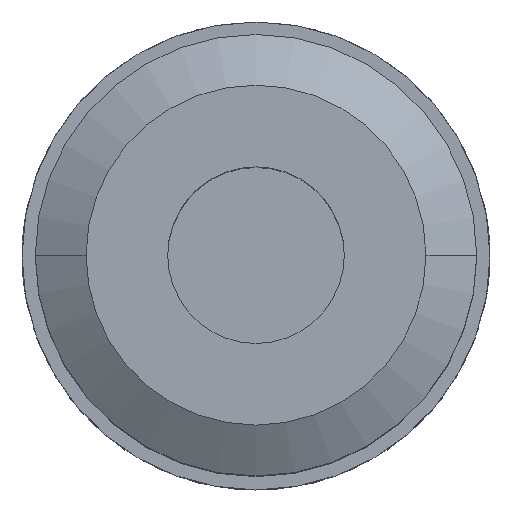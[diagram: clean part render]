
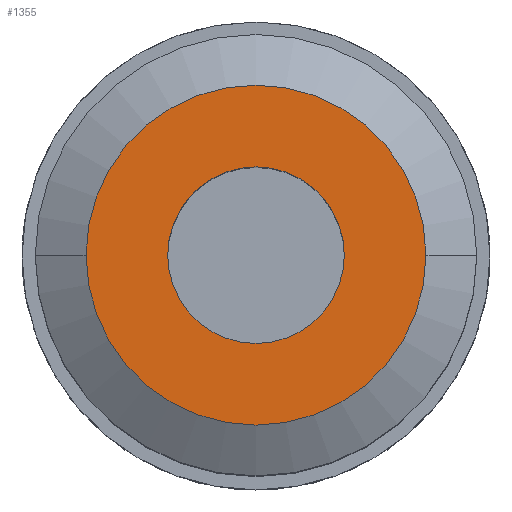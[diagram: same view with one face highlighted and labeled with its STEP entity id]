
A CAD part, top view. The second image highlights one B-rep face of the part: STEP entity #1355.
In plain terms, the highlighted planar face has unit normal (0, 0, 1).
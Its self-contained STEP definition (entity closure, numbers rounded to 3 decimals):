
#65 = CARTESIAN_POINT ( 'NONE',  ( 10., 0., 76. ) ) ;
#84 = AXIS2_PLACEMENT_3D ( 'NONE', #1766, #1345, #332 ) ;
#92 = PLANE ( 'NONE',  #1635 ) ;
#95 = AXIS2_PLACEMENT_3D ( 'NONE', #965, #1827, #544 ) ;
#277 = ORIENTED_EDGE ( 'NONE', *, *, #1128, .F. ) ;
#332 = DIRECTION ( 'NONE',  ( -1., 0., 0. ) ) ;
#436 = EDGE_LOOP ( 'NONE', ( #1457, #1537 ) ) ;
#544 = DIRECTION ( 'NONE',  ( -1., 0., 0. ) ) ;
#550 = FACE_OUTER_BOUND ( 'NONE', #565, .T. ) ;
#565 = EDGE_LOOP ( 'NONE', ( #1637, #277 ) ) ;
#646 = VERTEX_POINT ( 'NONE', #826 ) ;
#715 = AXIS2_PLACEMENT_3D ( 'NONE', #1749, #753, #759 ) ;
#753 = DIRECTION ( 'NONE',  ( 0., 0., -1. ) ) ;
#754 = EDGE_CURVE ( 'NONE', #1043, #646, #1841, .T. ) ;
#759 = DIRECTION ( 'NONE',  ( -1., 0., 0. ) ) ;
#803 = CIRCLE ( 'NONE', #715, 19.25 ) ;
#826 = CARTESIAN_POINT ( 'NONE',  ( 19.25, 0., 76. ) ) ;
#842 = CARTESIAN_POINT ( 'NONE',  ( 0., 0., 76. ) ) ;
#875 = FACE_BOUND ( 'NONE', #436, .T. ) ;
#916 = CARTESIAN_POINT ( 'NONE',  ( -10., 0., 76. ) ) ;
#935 = DIRECTION ( 'NONE',  ( 0., 0., 1. ) ) ;
#965 = CARTESIAN_POINT ( 'NONE',  ( 0., 0., 76. ) ) ;
#973 = DIRECTION ( 'NONE',  ( -1., 0., 0. ) ) ;
#1043 = VERTEX_POINT ( 'NONE', #1179 ) ;
#1080 = CARTESIAN_POINT ( 'NONE',  ( 0., 19.25, 76. ) ) ;
#1109 = AXIS2_PLACEMENT_3D ( 'NONE', #842, #1828, #973 ) ;
#1128 = EDGE_CURVE ( 'NONE', #646, #1043, #803, .T. ) ;
#1179 = CARTESIAN_POINT ( 'NONE',  ( -19.25, 0., 76. ) ) ;
#1197 = VERTEX_POINT ( 'NONE', #65 ) ;
#1207 = VERTEX_POINT ( 'NONE', #916 ) ;
#1345 = DIRECTION ( 'NONE',  ( 0., 0., -1. ) ) ;
#1355 = ADVANCED_FACE ( 'NONE', ( #875, #550 ), #92, .T. ) ;
#1457 = ORIENTED_EDGE ( 'NONE', *, *, #1487, .T. ) ;
#1487 = EDGE_CURVE ( 'NONE', #1207, #1197, #1836, .T. ) ;
#1499 = CIRCLE ( 'NONE', #95, 10. ) ;
#1537 = ORIENTED_EDGE ( 'NONE', *, *, #1820, .T. ) ;
#1635 = AXIS2_PLACEMENT_3D ( 'NONE', #1080, #935, #1801 ) ;
#1637 = ORIENTED_EDGE ( 'NONE', *, *, #754, .F. ) ;
#1749 = CARTESIAN_POINT ( 'NONE',  ( 0., 0., 76. ) ) ;
#1766 = CARTESIAN_POINT ( 'NONE',  ( 0., 0., 76. ) ) ;
#1801 = DIRECTION ( 'NONE',  ( 1., 0., 0. ) ) ;
#1820 = EDGE_CURVE ( 'NONE', #1197, #1207, #1499, .T. ) ;
#1827 = DIRECTION ( 'NONE',  ( 0., 0., -1. ) ) ;
#1828 = DIRECTION ( 'NONE',  ( 0., 0., -1. ) ) ;
#1836 = CIRCLE ( 'NONE', #1109, 10. ) ;
#1841 = CIRCLE ( 'NONE', #84, 19.25 ) ;
